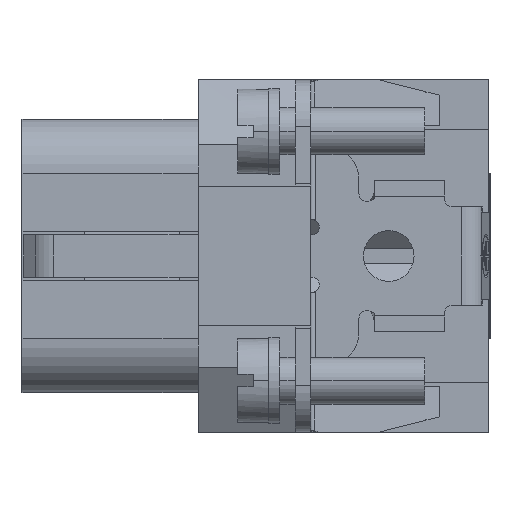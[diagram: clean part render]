
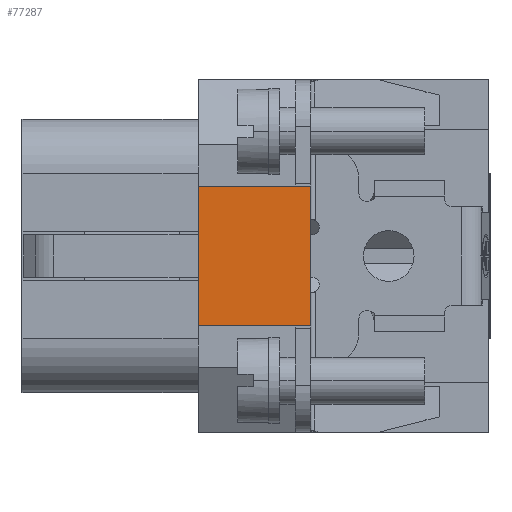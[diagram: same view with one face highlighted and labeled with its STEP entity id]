
A CAD part, left-side view. The second image highlights one B-rep face of the part: STEP entity #77287.
In plain terms, the highlighted planar face has unit normal (-1, 0, 0).
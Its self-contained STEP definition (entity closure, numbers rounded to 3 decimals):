
#4183=DIRECTION('',(0.,0.,1.));
#4184=VECTOR('',#4183,8.94);
#4185=CARTESIAN_POINT('',(-36.,0.,-4.47));
#4186=LINE('',#4185,#4184);
#4187=DIRECTION('',(0.,0.,-1.));
#4188=VECTOR('',#4187,8.94);
#4189=CARTESIAN_POINT('',(-36.,-7.24,4.47));
#4190=LINE('',#4189,#4188);
#4195=DIRECTION('',(0.,1.,0.));
#4196=VECTOR('',#4195,7.24);
#4197=CARTESIAN_POINT('',(-36.,-7.24,4.47));
#4198=LINE('',#4197,#4196);
#4708=DIRECTION('',(0.,-1.,0.));
#4709=VECTOR('',#4708,7.24);
#4710=CARTESIAN_POINT('',(-36.,0.,-4.47));
#4711=LINE('',#4710,#4709);
#59049=CARTESIAN_POINT('',(-36.,0.,4.47));
#59051=VERTEX_POINT('',#59049);
#59053=CARTESIAN_POINT('',(-36.,0.,-4.47));
#59054=VERTEX_POINT('',#59053);
#59388=CARTESIAN_POINT('',(-36.,-7.24,4.47));
#59389=CARTESIAN_POINT('',(-36.,-7.24,-4.47));
#59390=VERTEX_POINT('',#59388);
#59391=VERTEX_POINT('',#59389);
#77274=CARTESIAN_POINT('',(-36.,-3.62,0.));
#77275=DIRECTION('',(1.,0.,0.));
#77276=DIRECTION('',(0.,0.,1.));
#77277=AXIS2_PLACEMENT_3D('',#77274,#77275,#77276);
#77278=PLANE('',#77277);
#77279=ORIENTED_EDGE('',*,*,#76325,.T.);
#77281=ORIENTED_EDGE('',*,*,#77280,.F.);
#77282=ORIENTED_EDGE('',*,*,#77212,.T.);
#77284=ORIENTED_EDGE('',*,*,#77283,.F.);
#77285=EDGE_LOOP('',(#77279,#77281,#77282,#77284));
#77286=FACE_OUTER_BOUND('',#77285,.F.);
#76325=EDGE_CURVE('',#59054,#59051,#4186,.T.);
#77212=EDGE_CURVE('',#59390,#59391,#4190,.T.);
#77280=EDGE_CURVE('',#59390,#59051,#4198,.T.);
#77283=EDGE_CURVE('',#59054,#59391,#4711,.T.);
#77287=ADVANCED_FACE('',(#77286),#77278,.F.);
